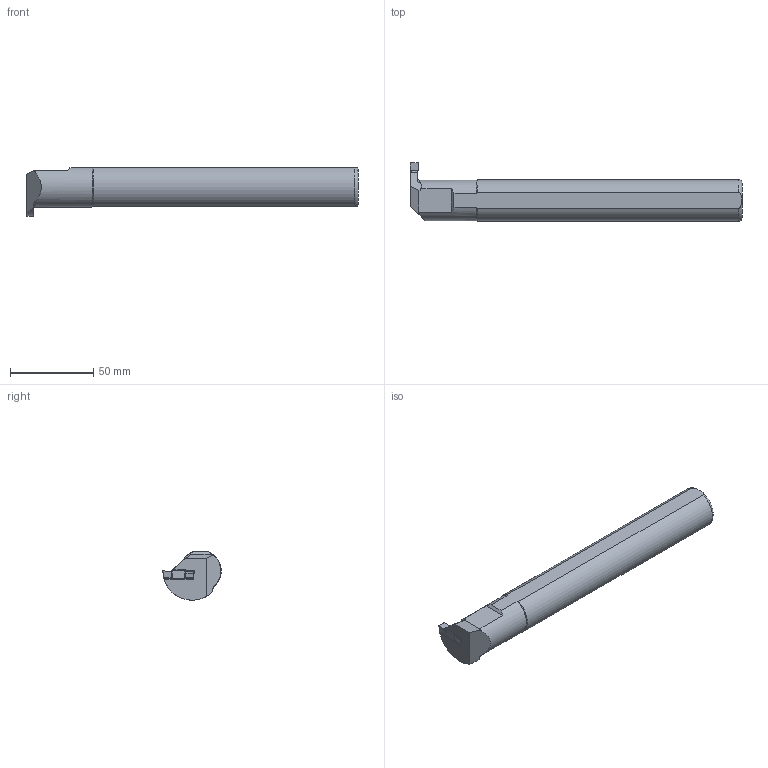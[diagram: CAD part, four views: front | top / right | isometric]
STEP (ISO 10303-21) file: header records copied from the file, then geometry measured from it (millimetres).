
FILE_DESCRIPTION(/* description */ (''),/* implementation_level */ '2;1');
FILE_NAME(/* name */ 'model1_1.stp',/* time_stamp */ '2023-10-12T16:48:30+03:00',/* author */ (''),/* organization */ (''),/* preprocessor_version */ 'ST-DEVELOPER v19.4',/* originating_system */ 'SIEMENS PLM Software NX2306.3001',/* authorisation */ '');
FILE_SCHEMA (('AUTOMOTIVE_DESIGN { 1 0 10303 214 3 1 1 1 }'));
Length unit declared in the file: millimetre
Products named in the file (1): model1_objects
Bounding box: 200 x 35.23 x 29.09 mm (x, y, z)
Volume: 94688.9 mm3; surface area: 17207.4 mm2
Topology: 2 solids, 2 shells, 130 faces, 412 edges, 286 vertices
Faces by surface type: bspline 64, plane 27, extrusion 23, cylinder 10, torus 4, cone 2
Entity records: 18177 total; most frequent: CARTESIAN_POINT 14338, ORIENTED_EDGE 820, EDGE_CURVE 410, B_SPLINE_CURVE_WITH_KNOTS 295, VERTEX_POINT 285, DIRECTION 254, PRESENTATION_STYLE_ASSIGNMENT 132, SURFACE_STYLE_USAGE 132
